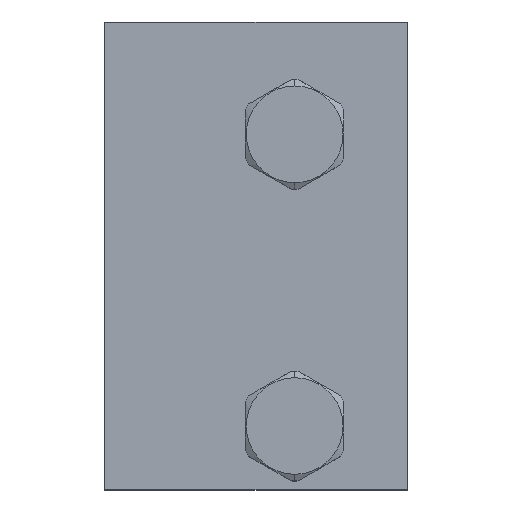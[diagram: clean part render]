
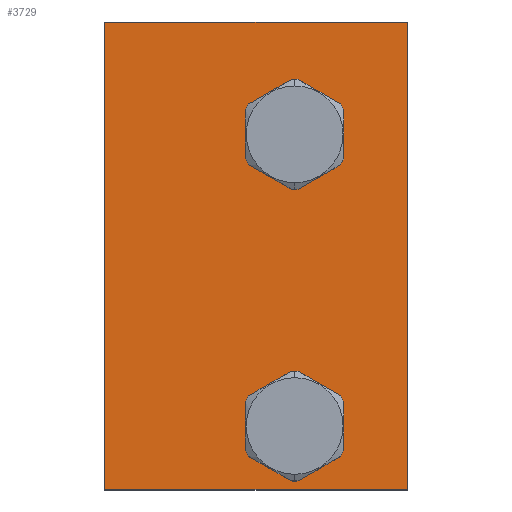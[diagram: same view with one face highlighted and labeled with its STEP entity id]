
A CAD part, top view. The second image highlights one B-rep face of the part: STEP entity #3729.
In plain terms, the highlighted planar face has unit normal (0, 0, 1).
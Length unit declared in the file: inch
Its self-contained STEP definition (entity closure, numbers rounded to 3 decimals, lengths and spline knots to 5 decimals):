
#267=DIRECTION('',(0.,-1.,0.));
#268=VECTOR('',#267,4.156);
#269=CARTESIAN_POINT('',(0.,0.,3.5));
#270=LINE('',#269,#268);
#271=DIRECTION('',(-1.,0.,0.));
#272=VECTOR('',#271,2.688);
#273=CARTESIAN_POINT('',(2.688,0.,3.5));
#274=LINE('',#273,#272);
#275=DIRECTION('',(0.,1.,0.));
#276=VECTOR('',#275,4.156);
#277=CARTESIAN_POINT('',(2.688,-4.156,3.5));
#278=LINE('',#277,#276);
#279=DIRECTION('',(1.,0.,0.));
#280=VECTOR('',#279,2.688);
#281=CARTESIAN_POINT('',(0.,-4.156,3.5));
#282=LINE('',#281,#280);
#283=CARTESIAN_POINT('',(1.688,-3.594,3.5));
#284=DIRECTION('',(0.,0.,-1.));
#285=DIRECTION('',(-1.,0.,0.));
#286=AXIS2_PLACEMENT_3D('',#283,#284,#285);
#288=CARTESIAN_POINT('',(1.688,-3.594,3.5));
#289=DIRECTION('',(0.,0.,-1.));
#290=DIRECTION('',(1.,0.,0.));
#291=AXIS2_PLACEMENT_3D('',#288,#289,#290);
#293=CARTESIAN_POINT('',(1.688,-1.,3.5));
#294=DIRECTION('',(0.,0.,-1.));
#295=DIRECTION('',(-1.,0.,0.));
#296=AXIS2_PLACEMENT_3D('',#293,#294,#295);
#298=CARTESIAN_POINT('',(1.688,-1.,3.5));
#299=DIRECTION('',(0.,0.,-1.));
#300=DIRECTION('',(1.,0.,0.));
#301=AXIS2_PLACEMENT_3D('',#298,#299,#300);
#3176=CARTESIAN_POINT('',(0.,0.,3.5));
#3177=CARTESIAN_POINT('',(0.,-4.156,3.5));
#3178=VERTEX_POINT('',#3176);
#3179=VERTEX_POINT('',#3177);
#3180=CARTESIAN_POINT('',(2.688,-4.156,3.5));
#3181=VERTEX_POINT('',#3180);
#3182=CARTESIAN_POINT('',(2.688,0.,3.5));
#3183=VERTEX_POINT('',#3182);
#3412=CARTESIAN_POINT('',(2.1185,-3.594,3.5));
#3413=VERTEX_POINT('',#3412);
#3418=CARTESIAN_POINT('',(1.2575,-3.594,3.5));
#3419=VERTEX_POINT('',#3418);
#3474=CARTESIAN_POINT('',(2.1185,-1.,3.5));
#3475=VERTEX_POINT('',#3474);
#3480=CARTESIAN_POINT('',(1.2575,-1.,3.5));
#3481=VERTEX_POINT('',#3480);
#3706=CARTESIAN_POINT('',(0.,0.,3.5));
#3707=DIRECTION('',(0.,0.,1.));
#3708=DIRECTION('',(1.,0.,0.));
#3709=AXIS2_PLACEMENT_3D('',#3706,#3707,#3708);
#3710=PLANE('',#3709);
#3711=ORIENTED_EDGE('',*,*,#3604,.F.);
#3712=ORIENTED_EDGE('',*,*,#3643,.F.);
#3713=ORIENTED_EDGE('',*,*,#3663,.F.);
#3714=ORIENTED_EDGE('',*,*,#3700,.F.);
#3715=EDGE_LOOP('',(#3711,#3712,#3713,#3714));
#3716=FACE_OUTER_BOUND('',#3715,.F.);
#3718=ORIENTED_EDGE('',*,*,#3717,.F.);
#3720=ORIENTED_EDGE('',*,*,#3719,.F.);
#3721=EDGE_LOOP('',(#3718,#3720));
#3722=FACE_BOUND('',#3721,.F.);
#3724=ORIENTED_EDGE('',*,*,#3723,.F.);
#3726=ORIENTED_EDGE('',*,*,#3725,.F.);
#3727=EDGE_LOOP('',(#3724,#3726));
#3728=FACE_BOUND('',#3727,.F.);
#3729=ADVANCED_FACE('',(#3716,#3722,#3728),#3710,.T.);
#287=CIRCLE('',#286,0.4305);
#292=CIRCLE('',#291,0.4305);
#297=CIRCLE('',#296,0.4305);
#302=CIRCLE('',#301,0.4305);
#3604=EDGE_CURVE('',#3178,#3179,#270,.T.);
#3643=EDGE_CURVE('',#3183,#3178,#274,.T.);
#3663=EDGE_CURVE('',#3181,#3183,#278,.T.);
#3700=EDGE_CURVE('',#3179,#3181,#282,.T.);
#3717=EDGE_CURVE('',#3419,#3413,#287,.T.);
#3719=EDGE_CURVE('',#3413,#3419,#292,.T.);
#3723=EDGE_CURVE('',#3481,#3475,#297,.T.);
#3725=EDGE_CURVE('',#3475,#3481,#302,.T.);
